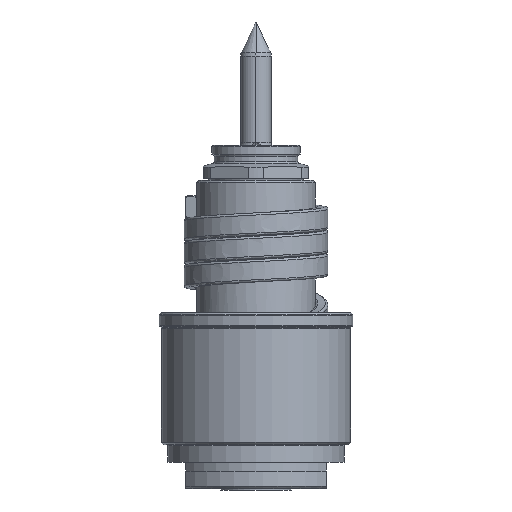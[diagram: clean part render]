
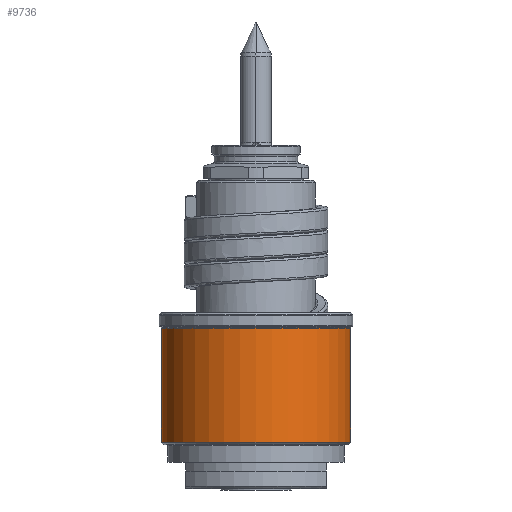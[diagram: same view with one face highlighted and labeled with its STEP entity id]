
A CAD part, front view. The second image highlights one B-rep face of the part: STEP entity #9736.
In plain terms, the highlighted cylindrical face has radius 21.5 mm (diameter 43 mm), a partial arc.
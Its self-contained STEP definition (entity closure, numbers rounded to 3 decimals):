
#2991=CARTESIAN_POINT('',(0.,0.,10.583));
#2992=DIRECTION('',(0.,0.,1.));
#2993=DIRECTION('',(-1.,0.,0.));
#2994=AXIS2_PLACEMENT_3D('',#2991,#2992,#2993);
#2996=DIRECTION('',(0.,0.,-1.));
#2997=VECTOR('',#2996,25.834);
#2998=CARTESIAN_POINT('',(-21.5,0.,36.417));
#2999=LINE('',#2998,#2997);
#3000=CARTESIAN_POINT('',(0.,0.,36.417));
#3001=DIRECTION('',(0.,0.,1.));
#3002=DIRECTION('',(-1.,0.,0.));
#3003=AXIS2_PLACEMENT_3D('',#3000,#3001,#3002);
#3005=DIRECTION('',(0.,0.,-1.));
#3006=VECTOR('',#3005,25.834);
#3007=CARTESIAN_POINT('',(21.5,0.,36.417));
#3008=LINE('',#3007,#3006);
#5598=CARTESIAN_POINT('',(21.5,0.,36.417));
#5599=CARTESIAN_POINT('',(-21.5,0.,36.417));
#5600=VERTEX_POINT('',#5598);
#5601=VERTEX_POINT('',#5599);
#5624=CARTESIAN_POINT('',(21.5,0.,10.583));
#5625=VERTEX_POINT('',#5624);
#5626=CARTESIAN_POINT('',(-21.5,0.,10.583));
#5627=VERTEX_POINT('',#5626);
#9724=CARTESIAN_POINT('',(0.,0.,8.5));
#9725=DIRECTION('',(0.,0.,1.));
#9726=DIRECTION('',(-1.,0.,0.));
#9727=AXIS2_PLACEMENT_3D('',#9724,#9725,#9726);
#9728=CYLINDRICAL_SURFACE('',#9727,21.5);
#9729=ORIENTED_EDGE('',*,*,#7751,.F.);
#9730=ORIENTED_EDGE('',*,*,#7732,.F.);
#9732=ORIENTED_EDGE('',*,*,#9731,.T.);
#9733=ORIENTED_EDGE('',*,*,#7728,.T.);
#9734=EDGE_LOOP('',(#9729,#9730,#9732,#9733));
#9735=FACE_OUTER_BOUND('',#9734,.F.);
#2995=CIRCLE('',#2994,21.5);
#3004=CIRCLE('',#3003,21.5);
#7728=EDGE_CURVE('',#5600,#5625,#3008,.T.);
#7732=EDGE_CURVE('',#5601,#5627,#2999,.T.);
#7751=EDGE_CURVE('',#5627,#5625,#2995,.T.);
#9731=EDGE_CURVE('',#5601,#5600,#3004,.T.);
#9736=ADVANCED_FACE('',(#9735),#9728,.T.);
